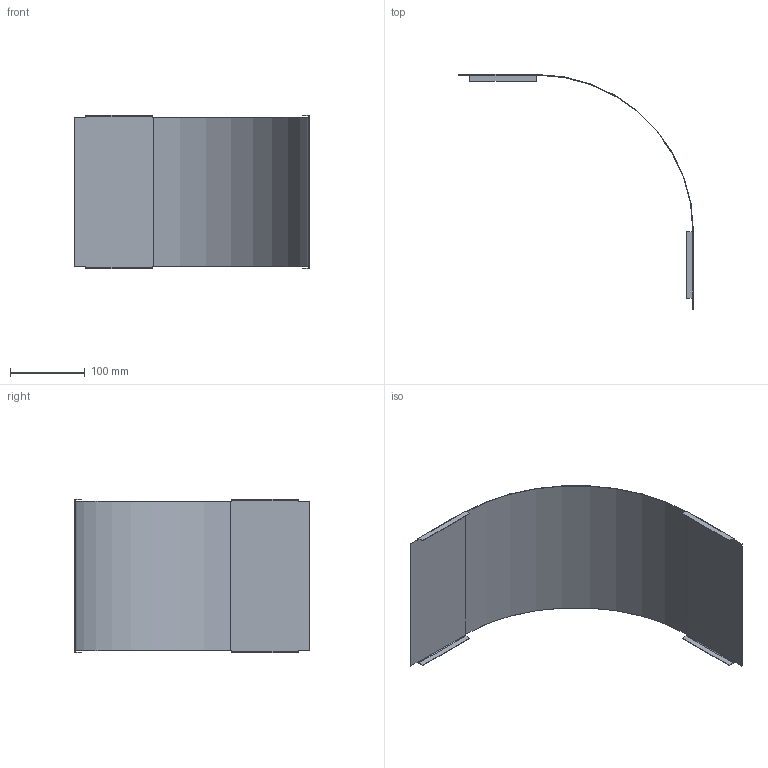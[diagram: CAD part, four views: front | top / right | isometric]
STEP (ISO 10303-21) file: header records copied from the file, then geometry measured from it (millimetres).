
FILE_DESCRIPTION (( 'STEP AP203' ), '1' );
FILE_NAME ('019922.STEP', '2014-10-09T14:25:52', ( '' ), ( '' ), 'SwSTEP 2.0', 'SolidWorks 2014', '' );
FILE_SCHEMA (( 'CONFIG_CONTROL_DESIGN' ));
Length unit declared in the file: millimetre
Products named in the file (1): 019922
Bounding box: 314.35 x 314.35 x 205.2 mm (x, y, z)
Volume: 66835.4 mm3; surface area: 223720.9 mm2
Topology: 1 solids, 1 shells, 62 faces, 140 edges, 80 vertices
Faces by surface type: plane 52, cylinder 10
Entity records: 1741 total; most frequent: DIRECTION 286, CARTESIAN_POINT 283, ORIENTED_EDGE 280, EDGE_CURVE 140, VECTOR 120, LINE 120, AXIS2_PLACEMENT_3D 83, VERTEX_POINT 80
